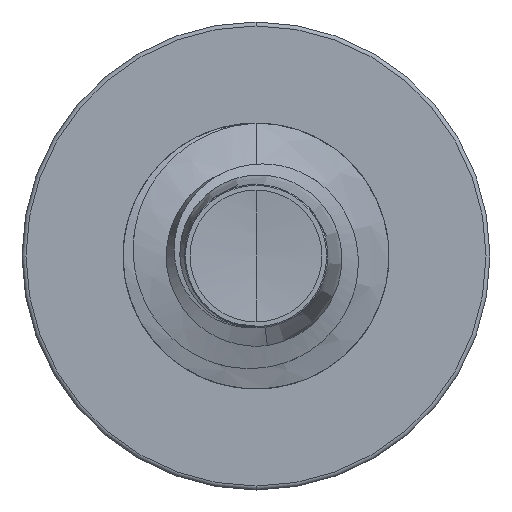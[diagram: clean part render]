
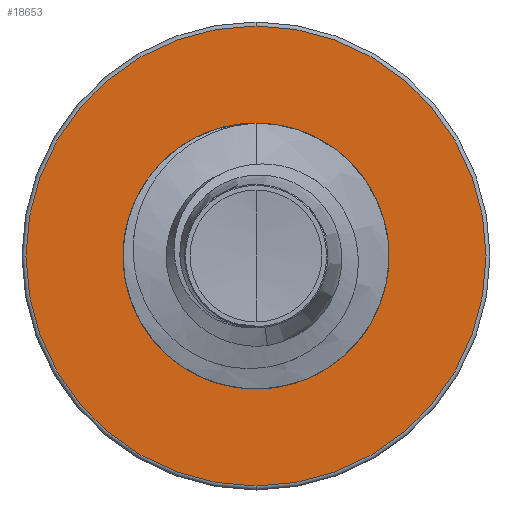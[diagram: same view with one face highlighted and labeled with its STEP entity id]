
A CAD part, front view. The second image highlights one B-rep face of the part: STEP entity #18653.
In plain terms, the highlighted planar face has unit normal (0, -1, 0).
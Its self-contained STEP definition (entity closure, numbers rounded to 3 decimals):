
#1089 = CIRCLE ( 'NONE', #3226, 2.415 ) ;
#1817 = FACE_OUTER_BOUND ( 'NONE', #18255, .T. ) ;
#2621 = DIRECTION ( 'NONE',  ( 0., 1., 0. ) ) ;
#3226 = AXIS2_PLACEMENT_3D ( 'NONE', #9181, #17673, #10763 ) ;
#4177 = AXIS2_PLACEMENT_3D ( 'NONE', #8131, #8104, #8099 ) ;
#6004 = CARTESIAN_POINT ( 'NONE',  ( 0., 15., 2.415 ) ) ;
#6968 = AXIS2_PLACEMENT_3D ( 'NONE', #9209, #9191, #9182 ) ;
#7210 = VERTEX_POINT ( 'NONE', #15353 ) ;
#7220 = AXIS2_PLACEMENT_3D ( 'NONE', #16655, #16643, #16635 ) ;
#8099 = DIRECTION ( 'NONE',  ( 0., 0., 1. ) ) ;
#8104 = DIRECTION ( 'NONE',  ( 0., 1., 0. ) ) ;
#8131 = CARTESIAN_POINT ( 'NONE',  ( 0., 15., 0. ) ) ;
#8143 = CIRCLE ( 'NONE', #6968, 4.325 ) ;
#9181 = CARTESIAN_POINT ( 'NONE',  ( 0., 15., 0. ) ) ;
#9182 = DIRECTION ( 'NONE',  ( 0., 0., 1. ) ) ;
#9191 = DIRECTION ( 'NONE',  ( 0., 1., 0. ) ) ;
#9209 = CARTESIAN_POINT ( 'NONE',  ( 0., 15., 0. ) ) ;
#10046 = ORIENTED_EDGE ( 'NONE', *, *, #15349, .F. ) ;
#10152 = ORIENTED_EDGE ( 'NONE', *, *, #15535, .F. ) ;
#10543 = CARTESIAN_POINT ( 'NONE',  ( 0., 15., -2.415 ) ) ;
#10763 = DIRECTION ( 'NONE',  ( 0., 0., 1. ) ) ;
#11401 = CARTESIAN_POINT ( 'NONE',  ( 0., 15., -2.415 ) ) ;
#11420 = CARTESIAN_POINT ( 'NONE',  ( 0., 15., -4.325 ) ) ;
#12007 = PLANE ( 'NONE',  #18452 ) ;
#12378 = CIRCLE ( 'NONE', #4177, 2.415 ) ;
#12442 = VERTEX_POINT ( 'NONE', #11420 ) ;
#14786 = DIRECTION ( 'NONE',  ( 0., 0., 1. ) ) ;
#15349 = EDGE_CURVE ( 'NONE', #7210, #12442, #18390, .T. ) ;
#15353 = CARTESIAN_POINT ( 'NONE',  ( 0., 15., 4.325 ) ) ;
#15535 = EDGE_CURVE ( 'NONE', #12442, #7210, #8143, .T. ) ;
#15698 = ORIENTED_EDGE ( 'NONE', *, *, #16683, .T. ) ;
#16524 = ORIENTED_EDGE ( 'NONE', *, *, #18712, .T. ) ;
#16544 = VERTEX_POINT ( 'NONE', #11401 ) ;
#16635 = DIRECTION ( 'NONE',  ( 0., 0., 1. ) ) ;
#16643 = DIRECTION ( 'NONE',  ( 0., 1., 0. ) ) ;
#16655 = CARTESIAN_POINT ( 'NONE',  ( 0., 15., 0. ) ) ;
#16683 = EDGE_CURVE ( 'NONE', #17535, #16544, #12378, .T. ) ;
#16979 = EDGE_LOOP ( 'NONE', ( #15698, #16524 ) ) ;
#17535 = VERTEX_POINT ( 'NONE', #6004 ) ;
#17583 = FACE_BOUND ( 'NONE', #16979, .T. ) ;
#17673 = DIRECTION ( 'NONE',  ( 0., 1., 0. ) ) ;
#18255 = EDGE_LOOP ( 'NONE', ( #10046, #10152 ) ) ;
#18390 = CIRCLE ( 'NONE', #7220, 4.325 ) ;
#18452 = AXIS2_PLACEMENT_3D ( 'NONE', #10543, #2621, #14786 ) ;
#18653 = ADVANCED_FACE ( 'NONE', ( #1817, #17583 ), #12007, .F. ) ;
#18712 = EDGE_CURVE ( 'NONE', #16544, #17535, #1089, .T. ) ;
